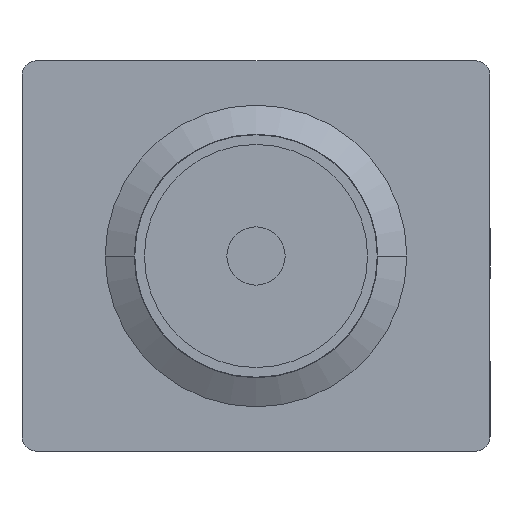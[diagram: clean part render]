
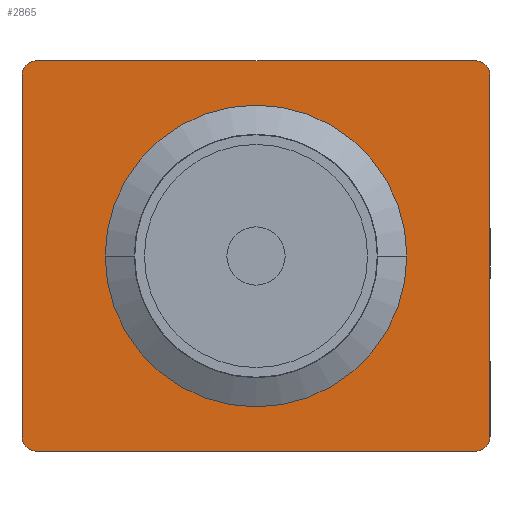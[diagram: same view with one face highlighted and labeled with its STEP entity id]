
A CAD part, left-side view. The second image highlights one B-rep face of the part: STEP entity #2865.
In plain terms, the highlighted planar face has unit normal (-1, 0, 0).
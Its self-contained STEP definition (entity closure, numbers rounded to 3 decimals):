
#2509=CARTESIAN_POINT('',(-4.35,2.3,0.455));
#2510=VERTEX_POINT('',#2509);
#2519=CARTESIAN_POINT('',(-4.35,-2.3,0.455));
#2520=VERTEX_POINT('',#2519);
#2521=CARTESIAN_POINT('',(-4.35,0.,0.455));
#2522=DIRECTION('',(1.0,0.0,0.0));
#2523=DIRECTION('',(0.0,1.0,0.0));
#2524=AXIS2_PLACEMENT_3D('',#2521,#2522,#2523);
#2525=CIRCLE('',#2524,2.3);
#2526=EDGE_CURVE('',#2520,#2510,#2525,.T.);
#2551=CARTESIAN_POINT('',(-4.35,4.525,-3.57));
#2552=VERTEX_POINT('',#2551);
#2553=CARTESIAN_POINT('',(-4.35,4.825,-3.27));
#2554=VERTEX_POINT('',#2553);
#2555=CARTESIAN_POINT('',(-4.35,4.525,-3.27));
#2556=DIRECTION('',(1.0,0.,0.));
#2557=DIRECTION('',(0.,0.707,-0.707));
#2558=AXIS2_PLACEMENT_3D('',#2555,#2556,#2557);
#2559=CIRCLE('',#2558,0.3);
#2560=EDGE_CURVE('',#2552,#2554,#2559,.T.);
#2602=CARTESIAN_POINT('',(-4.35,-4.525,-3.57));
#2603=VERTEX_POINT('',#2602);
#2610=CARTESIAN_POINT('',(-4.35,-4.525,-3.57));
#2611=DIRECTION('',(0.0,1.0,0.0));
#2612=VECTOR('',#2611,9.05);
#2613=LINE('',#2610,#2612);
#2614=EDGE_CURVE('',#2603,#2552,#2613,.T.);
#2693=CARTESIAN_POINT('',(-4.35,-4.825,-3.27));
#2694=VERTEX_POINT('',#2693);
#2695=CARTESIAN_POINT('',(-4.35,-4.525,-3.27));
#2696=DIRECTION('',(1.0,0.,0.));
#2697=DIRECTION('',(0.,-0.707,-0.707));
#2698=AXIS2_PLACEMENT_3D('',#2695,#2696,#2697);
#2699=CIRCLE('',#2698,0.3);
#2700=EDGE_CURVE('',#2694,#2603,#2699,.T.);
#2720=CARTESIAN_POINT('',(-4.35,-4.825,4.18));
#2721=VERTEX_POINT('',#2720);
#2728=CARTESIAN_POINT('',(-4.35,-4.825,4.18));
#2729=DIRECTION('',(0.0,0.0,-1.0));
#2730=VECTOR('',#2729,7.45);
#2731=LINE('',#2728,#2730);
#2732=EDGE_CURVE('',#2721,#2694,#2731,.T.);
#2742=CARTESIAN_POINT('',(-4.35,-4.525,4.48));
#2743=VERTEX_POINT('',#2742);
#2744=CARTESIAN_POINT('',(-4.35,-4.525,4.18));
#2745=DIRECTION('',(1.0,0.,0.));
#2746=DIRECTION('',(0.,-0.707,0.707));
#2747=AXIS2_PLACEMENT_3D('',#2744,#2745,#2746);
#2748=CIRCLE('',#2747,0.3);
#2749=EDGE_CURVE('',#2743,#2721,#2748,.T.);
#2769=CARTESIAN_POINT('',(-4.35,4.525,4.48));
#2770=VERTEX_POINT('',#2769);
#2777=CARTESIAN_POINT('',(-4.35,4.525,4.48));
#2778=DIRECTION('',(0.0,-1.0,0.0));
#2779=VECTOR('',#2778,9.05);
#2780=LINE('',#2777,#2779);
#2781=EDGE_CURVE('',#2770,#2743,#2780,.T.);
#2791=CARTESIAN_POINT('',(-4.35,4.825,4.18));
#2792=VERTEX_POINT('',#2791);
#2793=CARTESIAN_POINT('',(-4.35,4.525,4.18));
#2794=DIRECTION('',(1.0,0.,0.));
#2795=DIRECTION('',(0.,0.707,0.707));
#2796=AXIS2_PLACEMENT_3D('',#2793,#2794,#2795);
#2797=CIRCLE('',#2796,0.3);
#2798=EDGE_CURVE('',#2792,#2770,#2797,.T.);
#2819=CARTESIAN_POINT('',(-4.35,0.,0.455));
#2820=DIRECTION('',(1.0,0.0,0.0));
#2821=DIRECTION('',(0.0,1.0,0.0));
#2822=AXIS2_PLACEMENT_3D('',#2819,#2820,#2821);
#2823=CIRCLE('',#2822,2.3);
#2824=EDGE_CURVE('',#2510,#2520,#2823,.T.);
#2835=CARTESIAN_POINT('',(-4.35,4.825,-3.27));
#2836=DIRECTION('',(0.0,0.0,1.0));
#2837=VECTOR('',#2836,7.45);
#2838=LINE('',#2835,#2837);
#2839=EDGE_CURVE('',#2554,#2792,#2838,.T.);
#2846=CARTESIAN_POINT('',(-4.35,0.,0.455));
#2847=DIRECTION('',(-1.0,0.0,0.0));
#2848=DIRECTION('',(0.0,0.0,-1.0));
#2849=AXIS2_PLACEMENT_3D('',#2846,#2847,#2848);
#2850=PLANE('',#2849);
#2851=ORIENTED_EDGE('',*,*,#2560,.F.);
#2852=ORIENTED_EDGE('',*,*,#2614,.F.);
#2853=ORIENTED_EDGE('',*,*,#2700,.F.);
#2854=ORIENTED_EDGE('',*,*,#2732,.F.);
#2855=ORIENTED_EDGE('',*,*,#2749,.F.);
#2856=ORIENTED_EDGE('',*,*,#2781,.F.);
#2857=ORIENTED_EDGE('',*,*,#2798,.F.);
#2858=ORIENTED_EDGE('',*,*,#2839,.F.);
#2859=EDGE_LOOP('',(#2851,#2852,#2853,#2854,#2855,#2856,#2857,#2858));
#2860=FACE_OUTER_BOUND('',#2859,.T.);
#2861=ORIENTED_EDGE('',*,*,#2526,.T.);
#2862=ORIENTED_EDGE('',*,*,#2824,.T.);
#2863=EDGE_LOOP('',(#2861,#2862));
#2864=FACE_BOUND('',#2863,.T.);
#2865=ADVANCED_FACE('',(#2860,#2864),#2850,.T.);
